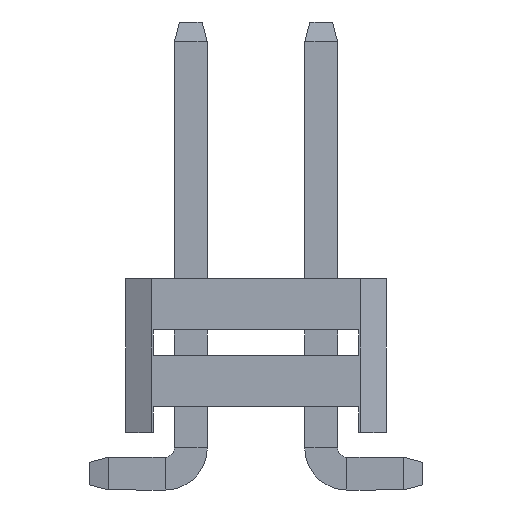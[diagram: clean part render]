
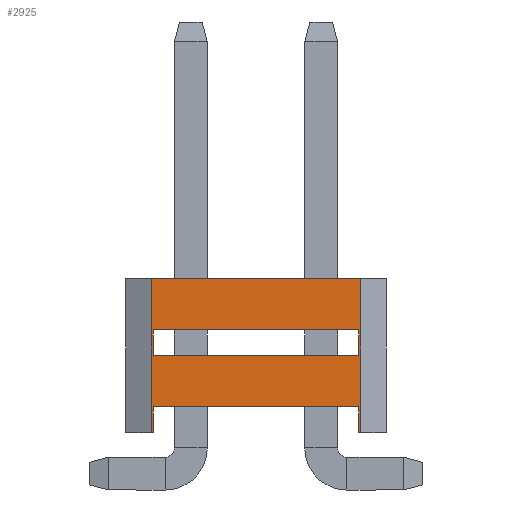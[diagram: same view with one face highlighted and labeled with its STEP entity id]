
A CAD part, left-side view. The second image highlights one B-rep face of the part: STEP entity #2925.
In plain terms, the highlighted planar face has unit normal (-1, 0, 0).
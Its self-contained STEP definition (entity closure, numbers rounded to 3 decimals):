
#78 = CARTESIAN_POINT ( 'NONE',  ( -5.08, -2.04, 11. ) ) ;
#347 = DIRECTION ( 'NONE',  ( 0., -1., 0. ) ) ;
#405 = CARTESIAN_POINT ( 'NONE',  ( -5.08, -2.54, 3. ) ) ;
#558 = VECTOR ( 'NONE', #3827, 1000. ) ;
#632 = EDGE_CURVE ( 'NONE', #849, #5158, #9554, .T. ) ;
#849 = VERTEX_POINT ( 'NONE', #2157 ) ;
#1101 = ORIENTED_EDGE ( 'NONE', *, *, #6066, .F. ) ;
#1196 = VECTOR ( 'NONE', #11609, 1000. ) ;
#1402 = CARTESIAN_POINT ( 'NONE',  ( -5.08, 2., 1.5 ) ) ;
#1439 = PLANE ( 'NONE',  #3925 ) ;
#1525 = ORIENTED_EDGE ( 'NONE', *, *, #4801, .F. ) ;
#1639 = DIRECTION ( 'NONE',  ( 0., 0., -1. ) ) ;
#1658 = ORIENTED_EDGE ( 'NONE', *, *, #11470, .T. ) ;
#1751 = ORIENTED_EDGE ( 'NONE', *, *, #10203, .F. ) ;
#1929 = VERTEX_POINT ( 'NONE', #14166 ) ;
#2086 = DIRECTION ( 'NONE',  ( 0., 0., 1. ) ) ;
#2149 = VERTEX_POINT ( 'NONE', #2180 ) ;
#2157 = CARTESIAN_POINT ( 'NONE',  ( -5.08, -2., 0.5 ) ) ;
#2180 = CARTESIAN_POINT ( 'NONE',  ( -5.08, -2., 1.5 ) ) ;
#2426 = LINE ( 'NONE', #13589, #9876 ) ;
#2468 = VECTOR ( 'NONE', #347, 1000. ) ;
#2559 = VERTEX_POINT ( 'NONE', #12560 ) ;
#2900 = CARTESIAN_POINT ( 'NONE',  ( -5.08, -2.54, 0. ) ) ;
#2925 = ADVANCED_FACE ( 'NONE', ( #3632, #11686 ), #1439, .F. ) ;
#2950 = DIRECTION ( 'NONE',  ( 0., -1., 0. ) ) ;
#3068 = ORIENTED_EDGE ( 'NONE', *, *, #5764, .F. ) ;
#3191 = CARTESIAN_POINT ( 'NONE',  ( -5.08, 2.04, 0. ) ) ;
#3301 = EDGE_CURVE ( 'NONE', #9589, #1929, #6110, .T. ) ;
#3420 = CARTESIAN_POINT ( 'NONE',  ( -5.08, 2., 1.5 ) ) ;
#3632 = FACE_BOUND ( 'NONE', #13867, .T. ) ;
#3827 = DIRECTION ( 'NONE',  ( 0., 1., 0. ) ) ;
#3888 = DIRECTION ( 'NONE',  ( 0., 0., -1. ) ) ;
#3925 = AXIS2_PLACEMENT_3D ( 'NONE', #8157, #11529, #6045 ) ;
#4003 = LINE ( 'NONE', #10929, #9136 ) ;
#4513 = CARTESIAN_POINT ( 'NONE',  ( -5.08, 2., 0.5 ) ) ;
#4581 = LINE ( 'NONE', #5435, #7687 ) ;
#4801 = EDGE_CURVE ( 'NONE', #14614, #2149, #4581, .T. ) ;
#4921 = CARTESIAN_POINT ( 'NONE',  ( -5.08, 2., 2. ) ) ;
#5158 = VERTEX_POINT ( 'NONE', #4513 ) ;
#5435 = CARTESIAN_POINT ( 'NONE',  ( -5.08, -2.54, 1.5 ) ) ;
#5758 = CARTESIAN_POINT ( 'NONE',  ( -5.08, -2.04, 3. ) ) ;
#5764 = EDGE_CURVE ( 'NONE', #2559, #9589, #7426, .T. ) ;
#5896 = VERTEX_POINT ( 'NONE', #11178 ) ;
#5913 = ORIENTED_EDGE ( 'NONE', *, *, #10283, .F. ) ;
#6045 = DIRECTION ( 'NONE',  ( 0., 0., -1. ) ) ;
#6066 = EDGE_CURVE ( 'NONE', #5896, #11464, #2426, .T. ) ;
#6075 = DIRECTION ( 'NONE',  ( 0., -1., 0. ) ) ;
#6110 = LINE ( 'NONE', #78, #14716 ) ;
#6873 = ORIENTED_EDGE ( 'NONE', *, *, #14816, .F. ) ;
#7035 = DIRECTION ( 'NONE',  ( 0., 1., 0. ) ) ;
#7040 = VERTEX_POINT ( 'NONE', #10122 ) ;
#7041 = VECTOR ( 'NONE', #2086, 1000. ) ;
#7408 = ORIENTED_EDGE ( 'NONE', *, *, #11300, .T. ) ;
#7426 = LINE ( 'NONE', #405, #10093 ) ;
#7533 = CARTESIAN_POINT ( 'NONE',  ( -5.08, 2., 0. ) ) ;
#7687 = VECTOR ( 'NONE', #10013, 1000. ) ;
#7906 = ORIENTED_EDGE ( 'NONE', *, *, #3301, .F. ) ;
#7933 = CARTESIAN_POINT ( 'NONE',  ( -5.08, 2.04, 3. ) ) ;
#8009 = VERTEX_POINT ( 'NONE', #8064 ) ;
#8064 = CARTESIAN_POINT ( 'NONE',  ( -5.08, -2., 0. ) ) ;
#8136 = ORIENTED_EDGE ( 'NONE', *, *, #9305, .F. ) ;
#8145 = DIRECTION ( 'NONE',  ( 0., 0., -1. ) ) ;
#8154 = LINE ( 'NONE', #7933, #1196 ) ;
#8157 = CARTESIAN_POINT ( 'NONE',  ( -5.08, -2.54, 3. ) ) ;
#8207 = EDGE_LOOP ( 'NONE', ( #7408, #1658, #1751, #13016, #5913, #13767, #7906, #3068 ) ) ;
#8339 = LINE ( 'NONE', #1402, #14022 ) ;
#8765 = LINE ( 'NONE', #11160, #9172 ) ;
#8960 = VECTOR ( 'NONE', #1639, 1000. ) ;
#9136 = VECTOR ( 'NONE', #2950, 1000. ) ;
#9172 = VECTOR ( 'NONE', #13347, 1000. ) ;
#9305 = EDGE_CURVE ( 'NONE', #11464, #14614, #8339, .T. ) ;
#9386 = EDGE_CURVE ( 'NONE', #8009, #1929, #12997, .T. ) ;
#9554 = LINE ( 'NONE', #14149, #558 ) ;
#9589 = VERTEX_POINT ( 'NONE', #5758 ) ;
#9876 = VECTOR ( 'NONE', #7035, 1000. ) ;
#10013 = DIRECTION ( 'NONE',  ( 0., -1., 0. ) ) ;
#10093 = VECTOR ( 'NONE', #6075, 1000. ) ;
#10122 = CARTESIAN_POINT ( 'NONE',  ( -5.08, 2., 0. ) ) ;
#10152 = LINE ( 'NONE', #12186, #7041 ) ;
#10203 = EDGE_CURVE ( 'NONE', #5158, #7040, #13321, .T. ) ;
#10283 = EDGE_CURVE ( 'NONE', #8009, #849, #10152, .T. ) ;
#10929 = CARTESIAN_POINT ( 'NONE',  ( -5.08, -2.54, 0. ) ) ;
#11160 = CARTESIAN_POINT ( 'NONE',  ( -5.08, -2., 1.5 ) ) ;
#11178 = CARTESIAN_POINT ( 'NONE',  ( -5.08, -2., 2. ) ) ;
#11300 = EDGE_CURVE ( 'NONE', #2559, #14506, #8154, .T. ) ;
#11464 = VERTEX_POINT ( 'NONE', #4921 ) ;
#11470 = EDGE_CURVE ( 'NONE', #14506, #7040, #4003, .T. ) ;
#11529 = DIRECTION ( 'NONE',  ( 1., 0., 0. ) ) ;
#11609 = DIRECTION ( 'NONE',  ( 0., 0., -1. ) ) ;
#11686 = FACE_OUTER_BOUND ( 'NONE', #8207, .T. ) ;
#12186 = CARTESIAN_POINT ( 'NONE',  ( -5.08, -2., 0. ) ) ;
#12560 = CARTESIAN_POINT ( 'NONE',  ( -5.08, 2.04, 3. ) ) ;
#12997 = LINE ( 'NONE', #2900, #2468 ) ;
#13016 = ORIENTED_EDGE ( 'NONE', *, *, #632, .F. ) ;
#13321 = LINE ( 'NONE', #7533, #8960 ) ;
#13347 = DIRECTION ( 'NONE',  ( 0., 0., 1. ) ) ;
#13589 = CARTESIAN_POINT ( 'NONE',  ( -5.08, 2., 2. ) ) ;
#13767 = ORIENTED_EDGE ( 'NONE', *, *, #9386, .T. ) ;
#13867 = EDGE_LOOP ( 'NONE', ( #1525, #8136, #1101, #6873 ) ) ;
#14022 = VECTOR ( 'NONE', #3888, 1000. ) ;
#14149 = CARTESIAN_POINT ( 'NONE',  ( -5.08, 2., 0.5 ) ) ;
#14166 = CARTESIAN_POINT ( 'NONE',  ( -5.08, -2.04, 0. ) ) ;
#14506 = VERTEX_POINT ( 'NONE', #3191 ) ;
#14614 = VERTEX_POINT ( 'NONE', #3420 ) ;
#14716 = VECTOR ( 'NONE', #8145, 1000. ) ;
#14816 = EDGE_CURVE ( 'NONE', #2149, #5896, #8765, .T. ) ;
